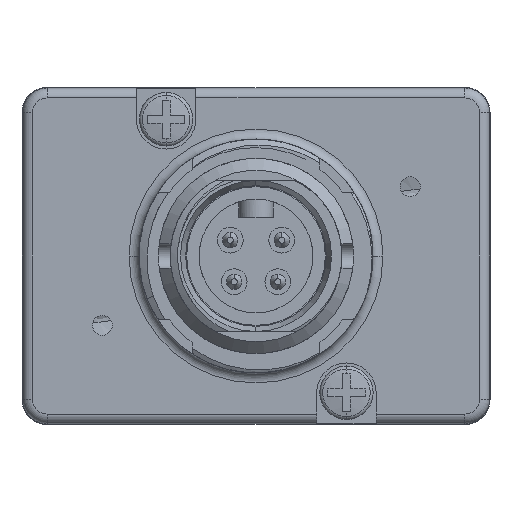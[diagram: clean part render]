
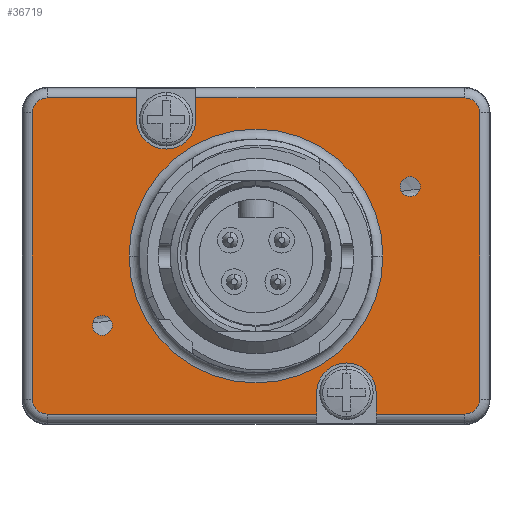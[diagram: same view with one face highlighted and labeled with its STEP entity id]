
A CAD part, front view. The second image highlights one B-rep face of the part: STEP entity #36719.
In plain terms, the highlighted planar face has unit normal (0, -1, 0).
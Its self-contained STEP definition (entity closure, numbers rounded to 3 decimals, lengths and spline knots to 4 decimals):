
#5478=CARTESIAN_POINT('',(0.4565,-0.385,-0.69));
#5479=DIRECTION('',(0.,-1.,0.));
#5480=DIRECTION('',(1.,0.,0.));
#5481=AXIS2_PLACEMENT_3D('',#5478,#5479,#5480);
#5483=DIRECTION('',(0.,0.,1.));
#5484=VECTOR('',#5483,0.1075);
#5485=CARTESIAN_POINT('',(0.3065,-0.385,-0.7975));
#5486=LINE('',#5485,#5484);
#5487=DIRECTION('',(0.,0.,-1.));
#5488=VECTOR('',#5487,0.1075);
#5489=CARTESIAN_POINT('',(-0.6035,-0.385,0.7975));
#5490=LINE('',#5489,#5488);
#5491=CARTESIAN_POINT('',(-0.4535,-0.385,0.69));
#5492=DIRECTION('',(0.,-1.,0.));
#5493=DIRECTION('',(-1.,0.,0.));
#5494=AXIS2_PLACEMENT_3D('',#5491,#5492,#5493);
#5496=DIRECTION('',(0.,0.,-1.));
#5497=VECTOR('',#5496,0.1075);
#5498=CARTESIAN_POINT('',(-0.3035,-0.385,0.7975));
#5499=LINE('',#5498,#5497);
#5500=DIRECTION('',(0.,0.,1.));
#5501=VECTOR('',#5500,0.1075);
#5502=CARTESIAN_POINT('',(0.6065,-0.385,-0.7975));
#5503=LINE('',#5502,#5501);
#5504=CARTESIAN_POINT('',(0.7785,-0.385,0.35));
#5505=DIRECTION('',(0.,-1.,0.));
#5506=DIRECTION('',(1.,0.,0.));
#5507=AXIS2_PLACEMENT_3D('',#5504,#5505,#5506);
#5509=CARTESIAN_POINT('',(0.7785,-0.385,0.35));
#5510=DIRECTION('',(0.,-1.,0.));
#5511=DIRECTION('',(-1.,0.,0.));
#5512=AXIS2_PLACEMENT_3D('',#5509,#5510,#5511);
#5514=CARTESIAN_POINT('',(-0.7755,-0.385,-0.35));
#5515=DIRECTION('',(0.,-1.,0.));
#5516=DIRECTION('',(1.,0.,0.));
#5517=AXIS2_PLACEMENT_3D('',#5514,#5515,#5516);
#5519=CARTESIAN_POINT('',(-0.7755,-0.385,-0.35));
#5520=DIRECTION('',(0.,-1.,0.));
#5521=DIRECTION('',(-1.,0.,0.));
#5522=AXIS2_PLACEMENT_3D('',#5519,#5520,#5521);
#5533=DIRECTION('',(1.,0.,0.));
#5534=VECTOR('',#5533,0.447);
#5535=CARTESIAN_POINT('',(0.6065,-0.385,-0.7975));
#5536=LINE('',#5535,#5534);
#5541=CARTESIAN_POINT('',(1.0535,-0.385,-0.7225));
#5542=DIRECTION('',(0.,-1.,0.));
#5543=DIRECTION('',(0.,0.,-1.));
#5544=AXIS2_PLACEMENT_3D('',#5541,#5542,#5543);
#5561=DIRECTION('',(0.,0.,1.));
#5562=VECTOR('',#5561,1.445);
#5563=CARTESIAN_POINT('',(1.1285,-0.385,-0.7225));
#5564=LINE('',#5563,#5562);
#5569=CARTESIAN_POINT('',(1.0535,-0.385,0.7225));
#5570=DIRECTION('',(0.,-1.,0.));
#5571=DIRECTION('',(1.,0.,0.));
#5572=AXIS2_PLACEMENT_3D('',#5569,#5570,#5571);
#5593=DIRECTION('',(-1.,0.,0.));
#5594=VECTOR('',#5593,1.357);
#5595=CARTESIAN_POINT('',(1.0535,-0.385,0.7975));
#5596=LINE('',#5595,#5594);
#5615=DIRECTION('',(-1.,0.,0.));
#5616=VECTOR('',#5615,0.45);
#5617=CARTESIAN_POINT('',(-0.6035,-0.385,0.7975));
#5618=LINE('',#5617,#5616);
#5623=CARTESIAN_POINT('',(-1.0535,-0.385,0.7225));
#5624=DIRECTION('',(0.,-1.,0.));
#5625=DIRECTION('',(0.,0.,1.));
#5626=AXIS2_PLACEMENT_3D('',#5623,#5624,#5625);
#5638=DIRECTION('',(0.,0.,-1.));
#5639=VECTOR('',#5638,1.445);
#5640=CARTESIAN_POINT('',(-1.1285,-0.385,0.7225));
#5641=LINE('',#5640,#5639);
#5651=CARTESIAN_POINT('',(-1.0535,-0.385,-0.7225));
#5652=DIRECTION('',(0.,-1.,0.));
#5653=DIRECTION('',(-1.,0.,0.));
#5654=AXIS2_PLACEMENT_3D('',#5651,#5652,#5653);
#5675=DIRECTION('',(1.,0.,0.));
#5676=VECTOR('',#5675,1.36);
#5677=CARTESIAN_POINT('',(-1.0535,-0.385,-0.7975));
#5678=LINE('',#5677,#5676);
#12888=CARTESIAN_POINT('',(0.,-0.385,0.));
#12889=DIRECTION('',(0.,-1.,0.));
#12890=DIRECTION('',(1.,0.,0.));
#12891=AXIS2_PLACEMENT_3D('',#12888,#12889,#12890);
#12903=CARTESIAN_POINT('',(0.,-0.385,0.));
#12904=DIRECTION('',(0.,-1.,0.));
#12905=DIRECTION('',(-1.,0.,0.));
#12906=AXIS2_PLACEMENT_3D('',#12903,#12904,#12905);
#27280=CARTESIAN_POINT('',(1.1285,-0.385,-0.7225));
#27281=CARTESIAN_POINT('',(1.1285,-0.385,0.7225));
#27282=VERTEX_POINT('',#27280);
#27283=VERTEX_POINT('',#27281);
#27288=CARTESIAN_POINT('',(1.0535,-0.385,0.7975));
#27289=VERTEX_POINT('',#27288);
#27292=CARTESIAN_POINT('',(-1.0535,-0.385,0.7975));
#27293=CARTESIAN_POINT('',(-1.1285,-0.385,0.7225));
#27294=VERTEX_POINT('',#27292);
#27295=VERTEX_POINT('',#27293);
#27300=CARTESIAN_POINT('',(-1.1285,-0.385,-0.7225));
#27301=VERTEX_POINT('',#27300);
#27304=CARTESIAN_POINT('',(-1.0535,-0.385,-0.7975));
#27305=VERTEX_POINT('',#27304);
#27308=CARTESIAN_POINT('',(1.0535,-0.385,-0.7975));
#27309=VERTEX_POINT('',#27308);
#27320=CARTESIAN_POINT('',(0.6065,-0.385,-0.69));
#27321=CARTESIAN_POINT('',(0.3065,-0.385,-0.69));
#27322=VERTEX_POINT('',#27320);
#27323=VERTEX_POINT('',#27321);
#27324=CARTESIAN_POINT('',(0.3065,-0.385,-0.7975));
#27325=VERTEX_POINT('',#27324);
#27326=CARTESIAN_POINT('',(0.6065,-0.385,-0.7975));
#27327=VERTEX_POINT('',#27326);
#27328=CARTESIAN_POINT('',(-0.6035,-0.385,0.69));
#27329=CARTESIAN_POINT('',(-0.3035,-0.385,0.69));
#27330=VERTEX_POINT('',#27328);
#27331=VERTEX_POINT('',#27329);
#27332=CARTESIAN_POINT('',(-0.3035,-0.385,0.7975));
#27333=VERTEX_POINT('',#27332);
#27334=CARTESIAN_POINT('',(-0.6035,-0.385,0.7975));
#27335=VERTEX_POINT('',#27334);
#27628=CARTESIAN_POINT('',(0.8285,-0.385,0.35));
#27629=CARTESIAN_POINT('',(0.7285,-0.385,0.35));
#27630=VERTEX_POINT('',#27628);
#27631=VERTEX_POINT('',#27629);
#27632=CARTESIAN_POINT('',(-0.7255,-0.385,-0.35));
#27633=CARTESIAN_POINT('',(-0.8255,-0.385,-0.35));
#27634=VERTEX_POINT('',#27632);
#27635=VERTEX_POINT('',#27633);
#27784=CARTESIAN_POINT('',(-0.6405,-0.385,0.));
#27785=CARTESIAN_POINT('',(0.6405,-0.385,0.));
#27786=VERTEX_POINT('',#27784);
#27787=VERTEX_POINT('',#27785);
#36663=CARTESIAN_POINT('',(0.,-0.385,0.));
#36664=DIRECTION('',(0.,-1.,0.));
#36665=DIRECTION('',(1.,0.,0.));
#36666=AXIS2_PLACEMENT_3D('',#36663,#36664,#36665);
#36667=PLANE('',#36666);
#36669=ORIENTED_EDGE('',*,*,#36668,.T.);
#36670=ORIENTED_EDGE('',*,*,#36652,.F.);
#36672=ORIENTED_EDGE('',*,*,#36671,.F.);
#36674=ORIENTED_EDGE('',*,*,#36673,.F.);
#36676=ORIENTED_EDGE('',*,*,#36675,.F.);
#36678=ORIENTED_EDGE('',*,*,#36677,.F.);
#36680=ORIENTED_EDGE('',*,*,#36679,.F.);
#36682=ORIENTED_EDGE('',*,*,#36681,.T.);
#36684=ORIENTED_EDGE('',*,*,#36683,.T.);
#36686=ORIENTED_EDGE('',*,*,#36685,.F.);
#36688=ORIENTED_EDGE('',*,*,#36687,.F.);
#36690=ORIENTED_EDGE('',*,*,#36689,.F.);
#36692=ORIENTED_EDGE('',*,*,#36691,.F.);
#36694=ORIENTED_EDGE('',*,*,#36693,.F.);
#36696=ORIENTED_EDGE('',*,*,#36695,.F.);
#36698=ORIENTED_EDGE('',*,*,#36697,.T.);
#36699=EDGE_LOOP('',(#36669,#36670,#36672,#36674,#36676,#36678,#36680,#36682,
#36684,#36686,#36688,#36690,#36692,#36694,#36696,#36698));
#36700=FACE_OUTER_BOUND('',#36699,.F.);
#36702=ORIENTED_EDGE('',*,*,#36701,.T.);
#36704=ORIENTED_EDGE('',*,*,#36703,.T.);
#36705=EDGE_LOOP('',(#36702,#36704));
#36706=FACE_BOUND('',#36705,.F.);
#36708=ORIENTED_EDGE('',*,*,#36707,.T.);
#36710=ORIENTED_EDGE('',*,*,#36709,.T.);
#36711=EDGE_LOOP('',(#36708,#36710));
#36712=FACE_BOUND('',#36711,.F.);
#36714=ORIENTED_EDGE('',*,*,#36713,.T.);
#36716=ORIENTED_EDGE('',*,*,#36715,.T.);
#36717=EDGE_LOOP('',(#36714,#36716));
#36718=FACE_BOUND('',#36717,.F.);
#36719=ADVANCED_FACE('',(#36700,#36706,#36712,#36718),#36667,.T.);
#5482=CIRCLE('',#5481,0.15);
#5495=CIRCLE('',#5494,0.15);
#5508=CIRCLE('',#5507,0.05);
#5513=CIRCLE('',#5512,0.05);
#5518=CIRCLE('',#5517,0.05);
#5523=CIRCLE('',#5522,0.05);
#5545=CIRCLE('',#5544,0.075);
#5573=CIRCLE('',#5572,0.075);
#5627=CIRCLE('',#5626,0.075);
#5655=CIRCLE('',#5654,0.075);
#12892=CIRCLE('',#12891,0.6405);
#12907=CIRCLE('',#12906,0.6405);
#36652=EDGE_CURVE('',#27325,#27323,#5486,.T.);
#36668=EDGE_CURVE('',#27322,#27323,#5482,.T.);
#36671=EDGE_CURVE('',#27305,#27325,#5678,.T.);
#36673=EDGE_CURVE('',#27301,#27305,#5655,.T.);
#36675=EDGE_CURVE('',#27295,#27301,#5641,.T.);
#36677=EDGE_CURVE('',#27294,#27295,#5627,.T.);
#36679=EDGE_CURVE('',#27335,#27294,#5618,.T.);
#36681=EDGE_CURVE('',#27335,#27330,#5490,.T.);
#36683=EDGE_CURVE('',#27330,#27331,#5495,.T.);
#36685=EDGE_CURVE('',#27333,#27331,#5499,.T.);
#36687=EDGE_CURVE('',#27289,#27333,#5596,.T.);
#36689=EDGE_CURVE('',#27283,#27289,#5573,.T.);
#36691=EDGE_CURVE('',#27282,#27283,#5564,.T.);
#36693=EDGE_CURVE('',#27309,#27282,#5545,.T.);
#36695=EDGE_CURVE('',#27327,#27309,#5536,.T.);
#36697=EDGE_CURVE('',#27327,#27322,#5503,.T.);
#36701=EDGE_CURVE('',#27630,#27631,#5508,.T.);
#36703=EDGE_CURVE('',#27631,#27630,#5513,.T.);
#36707=EDGE_CURVE('',#27634,#27635,#5518,.T.);
#36709=EDGE_CURVE('',#27635,#27634,#5523,.T.);
#36713=EDGE_CURVE('',#27786,#27787,#12907,.T.);
#36715=EDGE_CURVE('',#27787,#27786,#12892,.T.);
